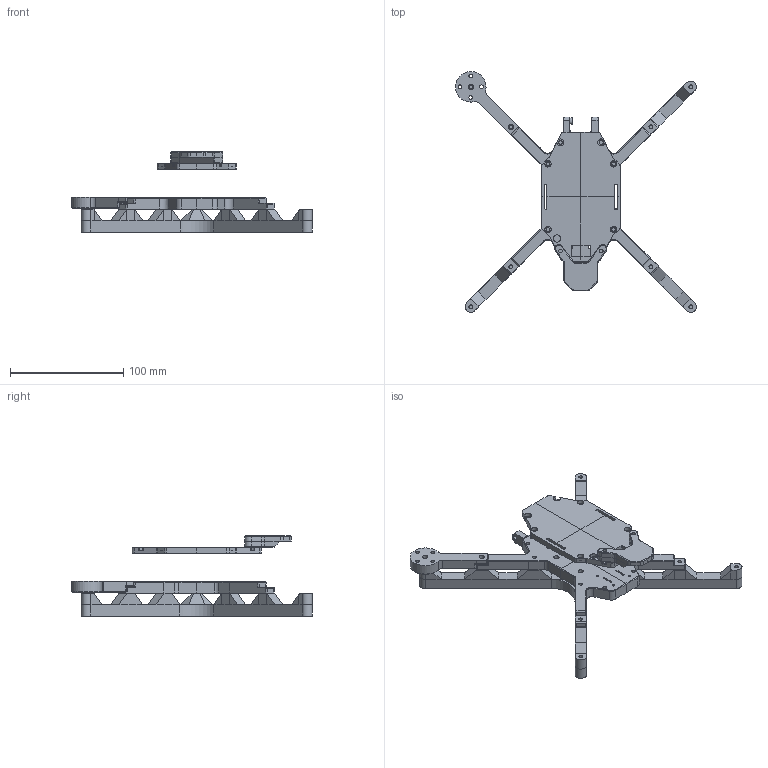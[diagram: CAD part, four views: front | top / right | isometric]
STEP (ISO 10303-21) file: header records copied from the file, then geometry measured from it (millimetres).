
FILE_DESCRIPTION(('FreeCAD Model'),'2;1');
FILE_NAME('Open CASCADE Shape Model','2025-10-28T21:21:56',(''),(''), 'Open CASCADE STEP processor 7.9','FreeCAD','Unknown');
FILE_SCHEMA(('AUTOMOTIVE_DESIGN { 1 0 10303 214 1 1 1 1 }'));
Length unit declared in the file: millimetre
Products named in the file (7): Part; Center; Arm; Legs; Top; CameraAttachment; GPSPlate
Assembly tree (6 placements, depth 2):
  Part
    Center
    Arm
    Legs
    Top
    CameraAttachment
    GPSPlate
Bounding box: 213.11 x 213.01 x 70.9 mm (x, y, z)
Volume: 202910.4 mm3; surface area: 80434.8 mm2
Topology: 6 solids, 6 shells, 739 faces, 1783 edges, 1119 vertices
Faces by surface type: plane 471, cylinder 223, cone 35, bspline 10
Full cylindrical faces by diameter (mm): 1.9 x8, 2.2 x3, 3.3 x53, 4 x2, 4.7 x7, 5.4 x1, 5.6 x21, 6.5 x1
Entity records: 47084 total; most frequent: CARTESIAN_POINT 10514, DIRECTION 6952, LINE 4217, VECTOR 4217, ORIENTED_EDGE 3566, PCURVE 3566, DEFINITIONAL_REPRESENTATION 3566, EDGE_CURVE 1783
